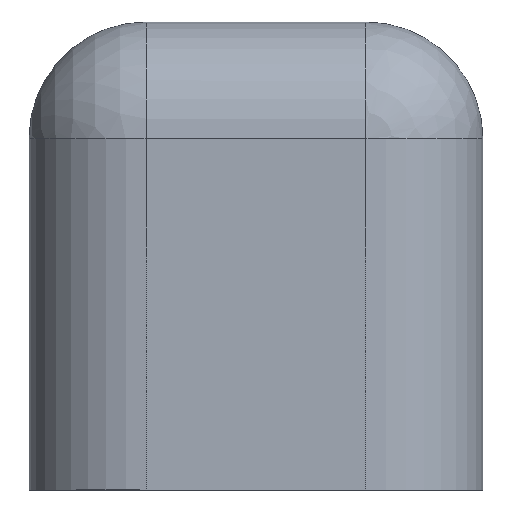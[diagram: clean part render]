
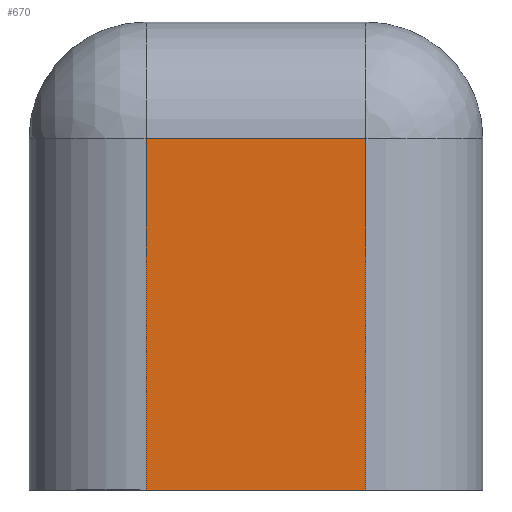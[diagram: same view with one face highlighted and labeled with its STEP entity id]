
A CAD part, front view. The second image highlights one B-rep face of the part: STEP entity #670.
In plain terms, the highlighted planar face has unit normal (0, -1, 0).
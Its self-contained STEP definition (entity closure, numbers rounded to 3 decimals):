
#240 = VERTEX_POINT('',#241);
#241 = CARTESIAN_POINT('',(4.7,-20.,-11.));
#248 = EDGE_CURVE('',#240,#249,#251,.T.);
#249 = VERTEX_POINT('',#250);
#250 = CARTESIAN_POINT('',(4.7,-20.,4.));
#251 = LINE('',#252,#253);
#252 = CARTESIAN_POINT('',(4.7,-20.,-11.));
#253 = VECTOR('',#254,1.);
#254 = DIRECTION('',(0.,0.,1.));
#371 = EDGE_CURVE('',#240,#372,#374,.T.);
#372 = VERTEX_POINT('',#373);
#373 = CARTESIAN_POINT('',(-4.7,-20.,-11.));
#374 = LINE('',#375,#376);
#375 = CARTESIAN_POINT('',(0.,-20.,-11.));
#376 = VECTOR('',#377,1.);
#377 = DIRECTION('',(-1.,0.,0.));
#670 = ADVANCED_FACE('',(#671),#689,.T.);
#671 = FACE_BOUND('',#672,.T.);
#672 = EDGE_LOOP('',(#673,#674,#675,#683));
#673 = ORIENTED_EDGE('',*,*,#371,.F.);
#674 = ORIENTED_EDGE('',*,*,#248,.T.);
#675 = ORIENTED_EDGE('',*,*,#676,.F.);
#676 = EDGE_CURVE('',#677,#249,#679,.T.);
#677 = VERTEX_POINT('',#678);
#678 = CARTESIAN_POINT('',(-4.7,-20.,4.));
#679 = LINE('',#680,#681);
#680 = CARTESIAN_POINT('',(-9.7,-20.,4.));
#681 = VECTOR('',#682,1.);
#682 = DIRECTION('',(1.,0.,0.));
#683 = ORIENTED_EDGE('',*,*,#684,.T.);
#684 = EDGE_CURVE('',#677,#372,#685,.T.);
#685 = LINE('',#686,#687);
#686 = CARTESIAN_POINT('',(-4.7,-20.,9.));
#687 = VECTOR('',#688,1.);
#688 = DIRECTION('',(0.,0.,-1.));
#689 = PLANE('',#690);
#690 = AXIS2_PLACEMENT_3D('',#691,#692,#693);
#691 = CARTESIAN_POINT('',(0.,-20.,-1.));
#692 = DIRECTION('',(0.,-1.,0.));
#693 = DIRECTION('',(0.,0.,1.));
